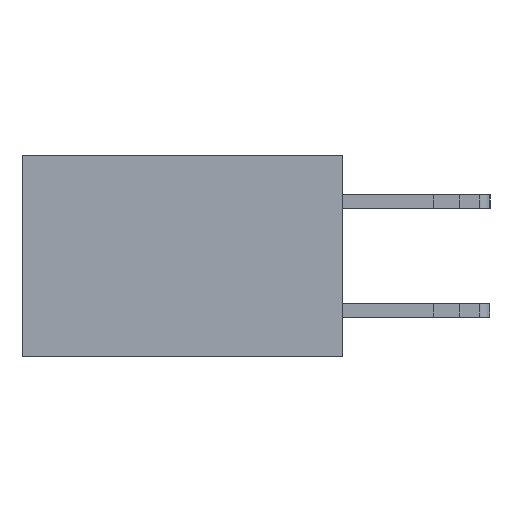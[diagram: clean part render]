
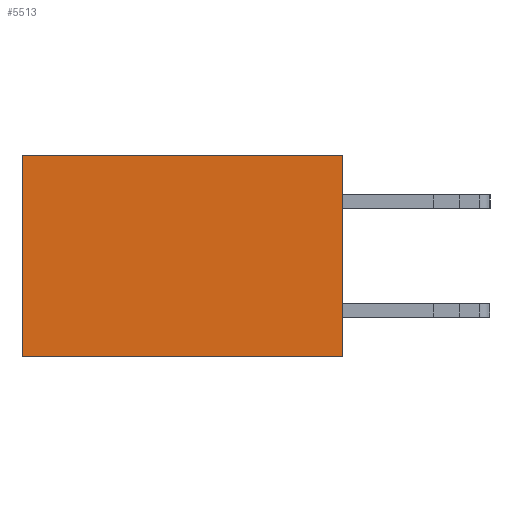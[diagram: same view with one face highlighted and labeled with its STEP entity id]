
A CAD part, left-side view. The second image highlights one B-rep face of the part: STEP entity #5513.
In plain terms, the highlighted planar face has unit normal (-1, 0, 0).
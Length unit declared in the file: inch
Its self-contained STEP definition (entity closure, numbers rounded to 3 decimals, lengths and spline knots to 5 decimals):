
#86 = CARTESIAN_POINT ( 'NONE',  ( 0.277, 0., -0.37 ) ) ;
#162 = ORIENTED_EDGE ( 'NONE', *, *, #4065, .T. ) ;
#252 = ORIENTED_EDGE ( 'NONE', *, *, #7422, .F. ) ;
#372 = DIRECTION ( 'NONE',  ( 0., 0., -1. ) ) ;
#421 = ORIENTED_EDGE ( 'NONE', *, *, #12678, .F. ) ;
#573 = VECTOR ( 'NONE', #10825, 39.37008 ) ;
#839 = EDGE_CURVE ( 'NONE', #4421, #14092, #17093, .T. ) ;
#968 = CARTESIAN_POINT ( 'NONE',  ( 0.277, 0., 0. ) ) ;
#2471 = VECTOR ( 'NONE', #14289, 39.37008 ) ;
#4065 = EDGE_CURVE ( 'NONE', #11555, #4421, #19260, .T. ) ;
#4348 = VECTOR ( 'NONE', #12966, 39.37008 ) ;
#4421 = VERTEX_POINT ( 'NONE', #5197 ) ;
#5163 = CARTESIAN_POINT ( 'NONE',  ( 0.277, 0.59, -0.37 ) ) ;
#5197 = CARTESIAN_POINT ( 'NONE',  ( 0.277, 0.59, 0. ) ) ;
#5513 = ADVANCED_FACE ( 'NONE', ( #18742 ), #6871, .F. ) ;
#6834 = DIRECTION ( 'NONE',  ( 0., 0., -1. ) ) ;
#6871 = PLANE ( 'NONE',  #12505 ) ;
#6956 = CARTESIAN_POINT ( 'NONE',  ( 0.277, 0., -0.37 ) ) ;
#7273 = DIRECTION ( 'NONE',  ( 1., 0., 0. ) ) ;
#7422 = EDGE_CURVE ( 'NONE', #11555, #15784, #11686, .T. ) ;
#9534 = CARTESIAN_POINT ( 'NONE',  ( 0.277, 0., -0.37 ) ) ;
#9963 = CARTESIAN_POINT ( 'NONE',  ( 0.277, 0.59, -0.37 ) ) ;
#10825 = DIRECTION ( 'NONE',  ( 0., 0., -1. ) ) ;
#10867 = ORIENTED_EDGE ( 'NONE', *, *, #839, .T. ) ;
#11555 = VERTEX_POINT ( 'NONE', #968 ) ;
#11686 = LINE ( 'NONE', #86, #19281 ) ;
#12048 = EDGE_LOOP ( 'NONE', ( #10867, #421, #252, #162 ) ) ;
#12505 = AXIS2_PLACEMENT_3D ( 'NONE', #6956, #7273, #6834 ) ;
#12678 = EDGE_CURVE ( 'NONE', #15784, #14092, #14921, .T. ) ;
#12966 = DIRECTION ( 'NONE',  ( 0., 1., 0. ) ) ;
#13104 = CARTESIAN_POINT ( 'NONE',  ( 0.277, 0., 0. ) ) ;
#13986 = CARTESIAN_POINT ( 'NONE',  ( 0.277, 0., -0.37 ) ) ;
#14092 = VERTEX_POINT ( 'NONE', #5163 ) ;
#14289 = DIRECTION ( 'NONE',  ( 0., 1., 0. ) ) ;
#14921 = LINE ( 'NONE', #9534, #2471 ) ;
#15784 = VERTEX_POINT ( 'NONE', #13986 ) ;
#17093 = LINE ( 'NONE', #9963, #573 ) ;
#18742 = FACE_OUTER_BOUND ( 'NONE', #12048, .T. ) ;
#19260 = LINE ( 'NONE', #13104, #4348 ) ;
#19281 = VECTOR ( 'NONE', #372, 39.37008 ) ;
